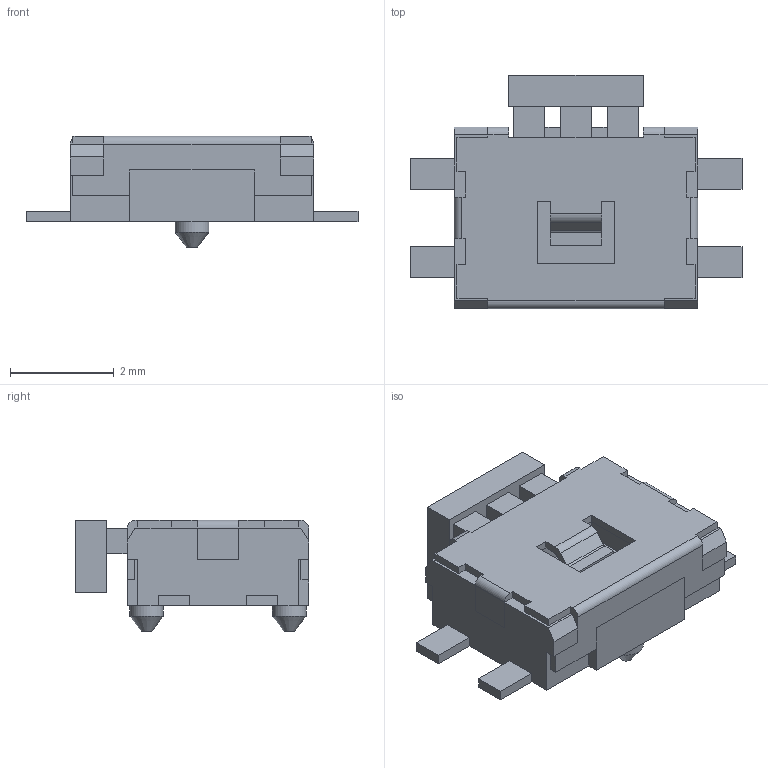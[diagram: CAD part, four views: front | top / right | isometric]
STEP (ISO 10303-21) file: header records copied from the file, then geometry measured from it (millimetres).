
FILE_DESCRIPTION(/* description */ ('model of Panasonic_EVQPUL_EVQPUC'),/* implementation_level */ '2;1');
FILE_NAME(/* name */ 'Panasonic_EVQPUL_EVQPUC.step',/* time_stamp */ '1970-01-01T00:00:00',/* author */ ('KiCAD','kicad'),/* organization */ ('OCCT'),/* preprocessor_version */ '',/* originating_system */ 'KiCAD',/* authorisation */ '');
FILE_SCHEMA(('AUTOMOTIVE_DESIGN { 1 0 10303 214 1 1 1 1 }'));
Length unit declared in the file: millimetre
Products named in the file (1): Panasonic_EVQPUL_EVQPUC
Bounding box: 6.4 x 4.5 x 2.15 mm (x, y, z)
Volume: 28.5 mm3; surface area: 93.3 mm2
Topology: 1 solids, 1 shells, 155 faces, 429 edges, 272 vertices
Faces by surface type: plane 142, cylinder 11, cone 2
Full cylindrical faces by diameter (mm): 0.65 x2
Entity records: 3144 total; most frequent: ORIENTED_EDGE 686, EDGE_CURVE 429, CARTESIAN_POINT 354, LINE 353, VERTEX_POINT 272, FACE_BOUND 161, EDGE_LOOP 161, AXIS2_PLACEMENT_3D 155
